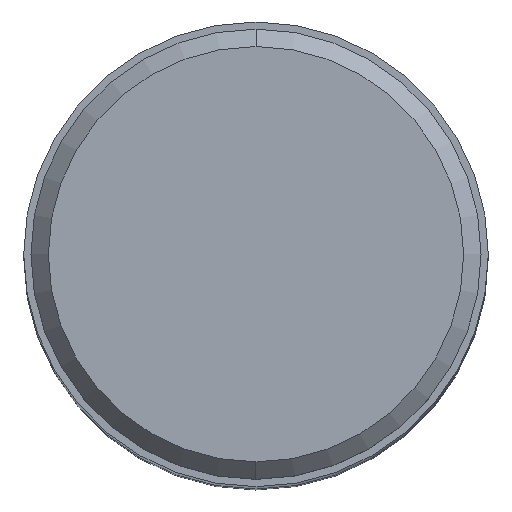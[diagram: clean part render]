
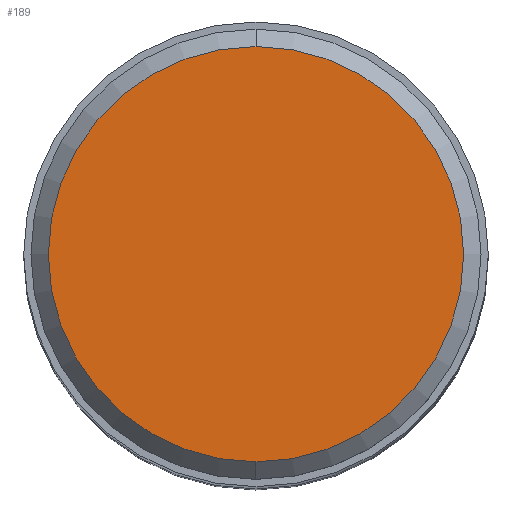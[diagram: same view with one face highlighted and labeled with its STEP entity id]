
A CAD part, top view. The second image highlights one B-rep face of the part: STEP entity #189.
In plain terms, the highlighted planar face has unit normal (0, 0, 1).
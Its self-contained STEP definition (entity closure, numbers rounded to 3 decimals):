
#46=PLANE('',#2212);
#189=ADVANCED_FACE('',(#348),#46,.T.);
#348=FACE_OUTER_BOUND('',#466,.T.);
#466=EDGE_LOOP('',(#772,#773));
#772=ORIENTED_EDGE('',*,*,#1343,.T.);
#773=ORIENTED_EDGE('',*,*,#1345,.T.);
#1128=VERTEX_POINT('',#3684);
#1129=VERTEX_POINT('',#3686);
#1343=EDGE_CURVE('',#1129,#1128,#1628,.T.);
#1345=EDGE_CURVE('',#1128,#1129,#1629,.T.);
#1628=CIRCLE('',#2208,14.3);
#1629=CIRCLE('',#2210,14.3);
#2208=AXIS2_PLACEMENT_3D('',#3685,#2751,#2752);
#2210=AXIS2_PLACEMENT_3D('',#3689,#2756,#2757);
#2212=AXIS2_PLACEMENT_3D('',#3691,#2760,#2761);
#2751=DIRECTION('',(0.,0.,1.));
#2752=DIRECTION('',(0.,1.,0.));
#2756=DIRECTION('',(0.,0.,1.));
#2757=DIRECTION('',(0.,-1.,0.));
#2760=DIRECTION('',(0.,0.,1.));
#2761=DIRECTION('',(-1.,0.,0.));
#3684=CARTESIAN_POINT('',(0.,-14.3,0.));
#3685=CARTESIAN_POINT('',(0.,0.,0.));
#3686=CARTESIAN_POINT('',(0.,14.3,0.));
#3689=CARTESIAN_POINT('',(0.,0.,0.));
#3691=CARTESIAN_POINT('',(0.,0.,0.));
